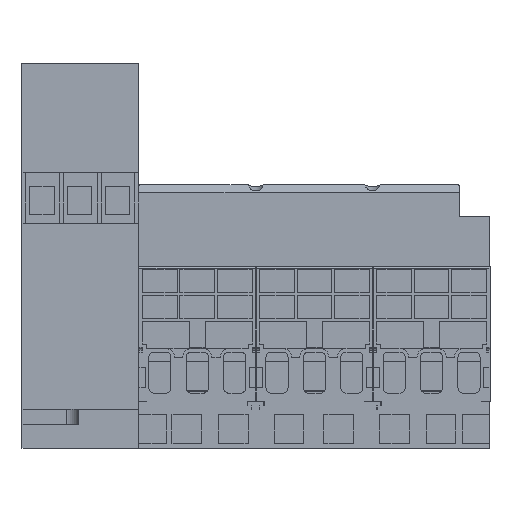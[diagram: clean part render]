
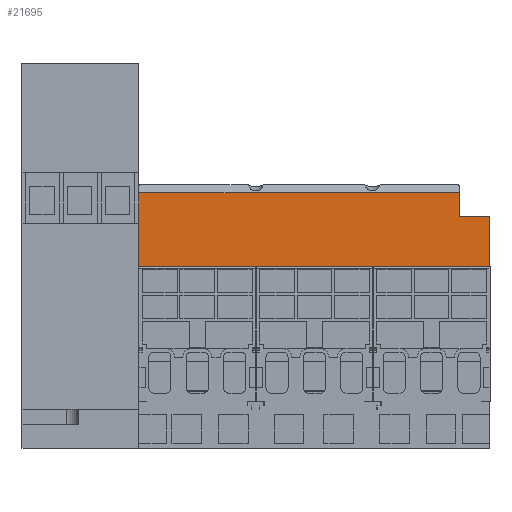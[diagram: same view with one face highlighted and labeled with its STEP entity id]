
A CAD part, front view. The second image highlights one B-rep face of the part: STEP entity #21695.
In plain terms, the highlighted planar face has unit normal (0, -1, 0).
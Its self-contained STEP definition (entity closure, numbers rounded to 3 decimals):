
#21695=ADVANCED_FACE('',(#55784),#55785,.T.);
#35587=VERTEX_POINT('',#70545);
#35591=VERTEX_POINT('',#70549);
#35593=EDGE_CURVE('',#35591,#35587,#70551,.T.);
#39865=VERTEX_POINT('',#74823);
#39869=EDGE_CURVE('',#39865,#35587,#74827,.T.);
#40617=VERTEX_POINT('',#75575);
#40621=VERTEX_POINT('',#75579);
#40623=EDGE_CURVE('',#40621,#40617,#75581,.T.);
#40627=EDGE_CURVE('',#40621,#39865,#75585,.T.);
#40629=VERTEX_POINT('',#75587);
#40631=EDGE_CURVE('',#40617,#40629,#75589,.T.);
#40633=EDGE_CURVE('',#40629,#35591,#75591,.T.);
#55784=FACE_OUTER_BOUND('',#92284,.T.);
#55785=PLANE('',#92285);
#70545=CARTESIAN_POINT('',(168.4,155.5,98.389));
#70549=CARTESIAN_POINT('',(168.4,155.5,89.4));
#70551=LINE('',#114437,#114438);
#74823=CARTESIAN_POINT('',(45.0,155.5,98.389));
#74827=LINE('',#121132,#121133);
#75575=CARTESIAN_POINT('',(180.0,155.5,59.9));
#75579=CARTESIAN_POINT('',(45.0,155.5,59.9));
#75581=LINE('',#122354,#122355);
#75585=LINE('',#122362,#122363);
#75587=CARTESIAN_POINT('',(180.0,155.5,89.4));
#75589=LINE('',#122368,#122369);
#75591=LINE('',#122372,#122373);
#92284=EDGE_LOOP('',(#153632,#153633,#153634,#153635,#153636,#153637));
#92285=AXIS2_PLACEMENT_3D('',#153638,#153639,#153640);
#114437=CARTESIAN_POINT('',(168.4,155.5,79.65));
#114438=VECTOR('',#165456,1.0);
#121132=CARTESIAN_POINT('',(45.0,155.5,98.389));
#121133=VECTOR('',#166771,1.0);
#122354=CARTESIAN_POINT('',(45.0,155.5,59.9));
#122355=VECTOR('',#167030,1.0);
#122362=CARTESIAN_POINT('',(45.0,155.5,57.436));
#122363=VECTOR('',#167032,1.0);
#122368=CARTESIAN_POINT('',(180.0,155.5,59.9));
#122369=VECTOR('',#167033,1.0);
#122372=CARTESIAN_POINT('',(112.5,155.5,89.4));
#122373=VECTOR('',#167034,1.0);
#153632=ORIENTED_EDGE('',*,*,#35593,.T.);
#153633=ORIENTED_EDGE('',*,*,#39869,.F.);
#153634=ORIENTED_EDGE('',*,*,#40627,.F.);
#153635=ORIENTED_EDGE('',*,*,#40623,.T.);
#153636=ORIENTED_EDGE('',*,*,#40631,.T.);
#153637=ORIENTED_EDGE('',*,*,#40633,.T.);
#153638=CARTESIAN_POINT('',(45.0,155.5,59.9));
#153639=DIRECTION('',(0.0,-1.0,0.0));
#153640=DIRECTION('',(0.0,0.0,1.0));
#165456=DIRECTION('',(0.0,0.0,1.0));
#166771=DIRECTION('',(1.0,0.0,0.0));
#167030=DIRECTION('',(1.0,0.0,0.0));
#167032=DIRECTION('',(0.0,0.0,1.0));
#167033=DIRECTION('',(0.0,0.0,1.0));
#167034=DIRECTION('',(-1.0,0.0,0.0));
